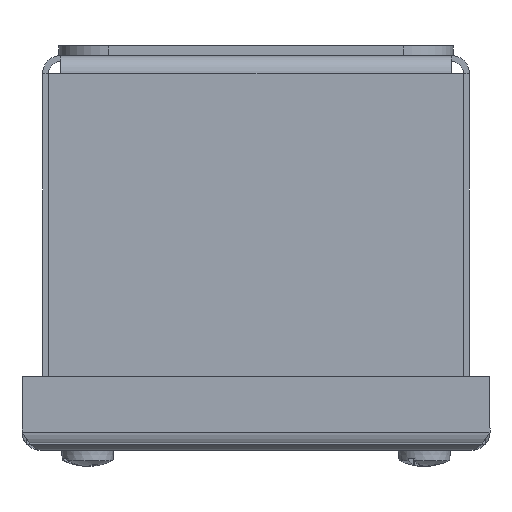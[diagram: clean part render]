
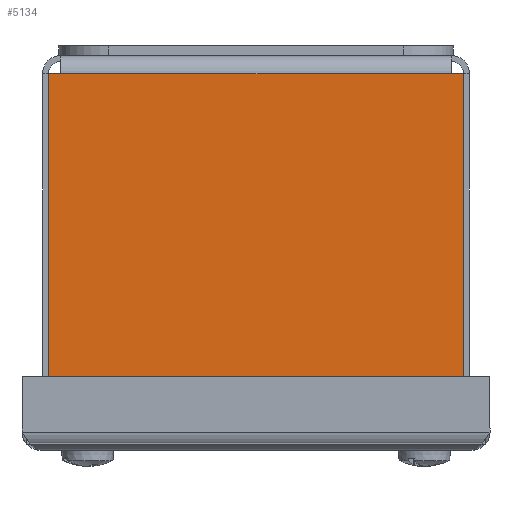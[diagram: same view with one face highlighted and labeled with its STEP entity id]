
A CAD part, front view. The second image highlights one B-rep face of the part: STEP entity #5134.
In plain terms, the highlighted planar face has unit normal (0, -1, 0).
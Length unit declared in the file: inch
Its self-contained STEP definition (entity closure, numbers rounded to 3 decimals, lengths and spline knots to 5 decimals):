
#553=PLANE('',#5523);
#819=FACE_OUTER_BOUND('',#1150,.T.);
#1150=EDGE_LOOP('',(#4313,#4314,#4315,#4316,#4317,#4318,#4319,#4320,#4321,
#4322,#4323,#4324,#4325,#4326));
#1602=LINE('',#8606,#2072);
#1615=LINE('',#8636,#2085);
#1618=LINE('',#8643,#2088);
#1622=LINE('',#8650,#2092);
#1624=LINE('',#8654,#2094);
#1625=LINE('',#8656,#2095);
#1626=LINE('',#8658,#2096);
#1627=LINE('',#8660,#2097);
#1628=LINE('',#8662,#2098);
#1629=LINE('',#8664,#2099);
#1630=LINE('',#8666,#2100);
#1631=LINE('',#8668,#2101);
#1632=LINE('',#8670,#2102);
#1633=LINE('',#8671,#2103);
#2072=VECTOR('',#6545,1.3125);
#2085=VECTOR('',#6582,0.0002);
#2088=VECTOR('',#6587,0.0627);
#2092=VECTOR('',#6593,0.0002);
#2094=VECTOR('',#6597,0.0002);
#2095=VECTOR('',#6598,0.0002);
#2096=VECTOR('',#6599,0.0627);
#2097=VECTOR('',#6600,0.92284);
#2098=VECTOR('',#6601,2.62625);
#2099=VECTOR('',#6602,0.09304);
#2100=VECTOR('',#6603,2.9725);
#2101=VECTOR('',#6604,0.09304);
#2102=VECTOR('',#6605,2.62625);
#2103=VECTOR('',#6606,0.92284);
#2576=VERTEX_POINT('',#8603);
#2577=VERTEX_POINT('',#8605);
#2582=VERTEX_POINT('',#8635);
#2584=VERTEX_POINT('',#8641);
#2585=VERTEX_POINT('',#8642);
#2588=VERTEX_POINT('',#8653);
#2589=VERTEX_POINT('',#8655);
#2590=VERTEX_POINT('',#8657);
#2591=VERTEX_POINT('',#8659);
#2592=VERTEX_POINT('',#8661);
#2593=VERTEX_POINT('',#8663);
#2594=VERTEX_POINT('',#8665);
#2595=VERTEX_POINT('',#8667);
#2596=VERTEX_POINT('',#8669);
#3166=EDGE_CURVE('',#2577,#2576,#1602,.T.);
#3182=EDGE_CURVE('',#2582,#2577,#1615,.T.);
#3185=EDGE_CURVE('',#2584,#2585,#1618,.T.);
#3189=EDGE_CURVE('',#2585,#2582,#1622,.T.);
#3191=EDGE_CURVE('',#2576,#2588,#1624,.T.);
#3192=EDGE_CURVE('',#2588,#2589,#1625,.T.);
#3193=EDGE_CURVE('',#2589,#2590,#1626,.T.);
#3194=EDGE_CURVE('',#2591,#2590,#1627,.T.);
#3195=EDGE_CURVE('',#2592,#2591,#1628,.T.);
#3196=EDGE_CURVE('',#2593,#2592,#1629,.T.);
#3197=EDGE_CURVE('',#2593,#2594,#1630,.T.);
#3198=EDGE_CURVE('',#2595,#2594,#1631,.T.);
#3199=EDGE_CURVE('',#2596,#2595,#1632,.T.);
#3200=EDGE_CURVE('',#2584,#2596,#1633,.T.);
#4313=ORIENTED_EDGE('',*,*,#3185,.T.);
#4314=ORIENTED_EDGE('',*,*,#3189,.T.);
#4315=ORIENTED_EDGE('',*,*,#3182,.T.);
#4316=ORIENTED_EDGE('',*,*,#3166,.T.);
#4317=ORIENTED_EDGE('',*,*,#3191,.T.);
#4318=ORIENTED_EDGE('',*,*,#3192,.T.);
#4319=ORIENTED_EDGE('',*,*,#3193,.T.);
#4320=ORIENTED_EDGE('',*,*,#3194,.F.);
#4321=ORIENTED_EDGE('',*,*,#3195,.F.);
#4322=ORIENTED_EDGE('',*,*,#3196,.F.);
#4323=ORIENTED_EDGE('',*,*,#3197,.T.);
#4324=ORIENTED_EDGE('',*,*,#3198,.F.);
#4325=ORIENTED_EDGE('',*,*,#3199,.F.);
#4326=ORIENTED_EDGE('',*,*,#3200,.F.);
#5134=ADVANCED_FACE('',(#819),#553,.F.);
#5523=AXIS2_PLACEMENT_3D('',#8652,#6595,#6596);
#6545=DIRECTION('',(-1.,0.,0.));
#6582=DIRECTION('',(0.,0.,1.));
#6587=DIRECTION('',(0.,0.,-1.));
#6593=DIRECTION('',(-1.,0.,0.));
#6595=DIRECTION('center_axis',(0.,1.,0.));
#6596=DIRECTION('ref_axis',(1.,0.,0.));
#6597=DIRECTION('',(0.,0.,-1.));
#6598=DIRECTION('',(-1.,0.,0.));
#6599=DIRECTION('',(0.,0.,1.));
#6600=DIRECTION('',(1.,0.,0.));
#6601=DIRECTION('',(0.,0.,1.));
#6602=DIRECTION('',(-1.,0.,0.));
#6603=DIRECTION('',(1.,0.,0.));
#6604=DIRECTION('',(-1.,0.,0.));
#6605=DIRECTION('',(0.,0.,-1.));
#6606=DIRECTION('',(1.,0.,0.));
#8603=CARTESIAN_POINT('',(0.96875,0.,2.7025));
#8605=CARTESIAN_POINT('',(2.28125,0.,2.7025));
#8606=CARTESIAN_POINT('',(1.95313,0.,2.7025));
#8635=CARTESIAN_POINT('',(2.28125,0.,2.7023));
#8636=CARTESIAN_POINT('',(2.28125,0.,2.03552));
#8641=CARTESIAN_POINT('',(2.28145,0.,2.765));
#8642=CARTESIAN_POINT('',(2.28145,0.,2.7023));
#8643=CARTESIAN_POINT('',(2.28145,0.,2.06687));
#8650=CARTESIAN_POINT('',(1.95323,0.,2.7023));
#8652=CARTESIAN_POINT('Origin',(1.625,0.,1.36873));
#8653=CARTESIAN_POINT('',(0.96875,0.,2.7023));
#8654=CARTESIAN_POINT('',(0.96875,0.,2.06687));
#8655=CARTESIAN_POINT('',(0.96855,0.,2.7023));
#8656=CARTESIAN_POINT('',(1.29688,0.,2.7023));
#8657=CARTESIAN_POINT('',(0.96855,0.,2.765));
#8658=CARTESIAN_POINT('',(0.96855,0.,2.03552));
#8659=CARTESIAN_POINT('',(0.04571,0.,2.765));
#8660=CARTESIAN_POINT('',(0.04571,0.,2.765));
#8661=CARTESIAN_POINT('',(0.04571,0.,0.13875));
#8662=CARTESIAN_POINT('',(0.04571,0.,0.13875));
#8663=CARTESIAN_POINT('',(0.13875,0.,0.13875));
#8664=CARTESIAN_POINT('',(0.13875,0.,0.13875));
#8665=CARTESIAN_POINT('',(3.11125,0.,0.13875));
#8666=CARTESIAN_POINT('',(1.625,0.,0.13875));
#8667=CARTESIAN_POINT('',(3.20429,0.,0.13875));
#8668=CARTESIAN_POINT('',(3.11125,0.,0.13875));
#8669=CARTESIAN_POINT('',(3.20429,0.,2.765));
#8670=CARTESIAN_POINT('',(3.20429,0.,0.13875));
#8671=CARTESIAN_POINT('',(0.04571,0.,2.765));
